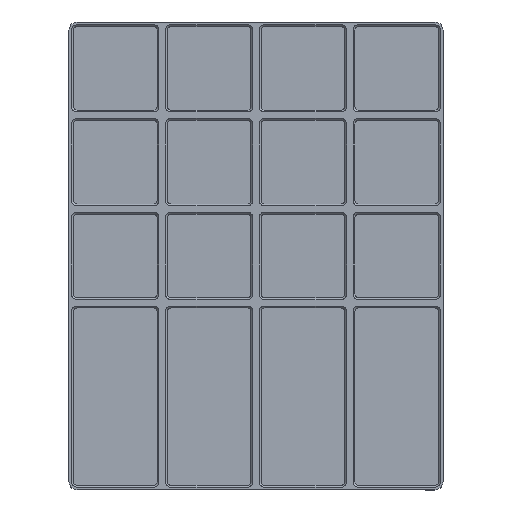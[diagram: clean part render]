
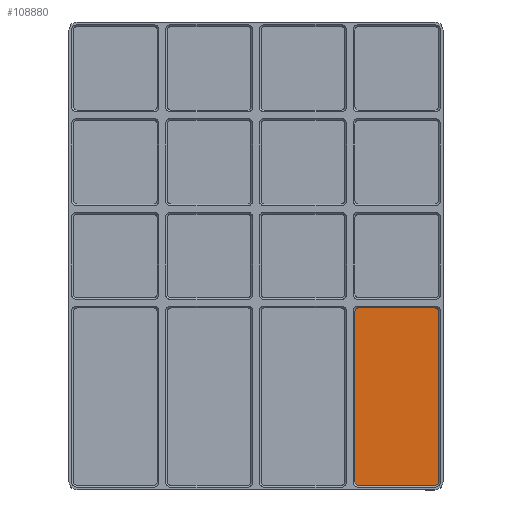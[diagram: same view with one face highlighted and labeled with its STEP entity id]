
A CAD part, top view. The second image highlights one B-rep face of the part: STEP entity #108880.
In plain terms, the highlighted planar face has unit normal (0, 0, 1).
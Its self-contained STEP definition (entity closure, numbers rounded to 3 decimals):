
#106230=CARTESIAN_POINT('',(291.75,164.15,7.));
#106240=VERTEX_POINT('',#106230);
#106270=CARTESIAN_POINT('',(290.15,164.15,7.));
#106280=DIRECTION('',(0.,0.,-1.));
#106290=DIRECTION('',(1.,0.,0.));
#106300=AXIS2_PLACEMENT_3D('',#106270,#106280,#106290);
#106310=CIRCLE('',#106300,1.6);
#106320=CARTESIAN_POINT('',(290.15,165.75,7.));
#106330=VERTEX_POINT('',#106320);
#106340=EDGE_CURVE('',#106330,#106240,#106310,.T.);
#107030=CARTESIAN_POINT('',(255.85,165.75,7.));
#107040=VERTEX_POINT('',#107030);
#107070=CARTESIAN_POINT('',(255.85,164.15,7.));
#107080=DIRECTION('',(0.,0.,-1.));
#107090=DIRECTION('',(1.,0.,0.));
#107100=AXIS2_PLACEMENT_3D('',#107070,#107080,#107090);
#107110=CIRCLE('',#107100,1.6);
#107120=CARTESIAN_POINT('',(254.25,164.15,7.));
#107130=VERTEX_POINT('',#107120);
#107140=EDGE_CURVE('',#107130,#107040,#107110,.T.);
#107450=CARTESIAN_POINT('',(254.25,87.85,7.));
#107460=VERTEX_POINT('',#107450);
#107490=CARTESIAN_POINT('',(255.85,87.85,7.));
#107500=DIRECTION('',(0.,0.,-1.));
#107510=DIRECTION('',(1.,0.,0.));
#107520=AXIS2_PLACEMENT_3D('',#107490,#107500,#107510);
#107530=CIRCLE('',#107520,1.6);
#107540=CARTESIAN_POINT('',(255.85,86.25,7.));
#107550=VERTEX_POINT('',#107540);
#107560=EDGE_CURVE('',#107550,#107460,#107530,.T.);
#107870=CARTESIAN_POINT('',(290.15,86.25,7.));
#107880=VERTEX_POINT('',#107870);
#107910=CARTESIAN_POINT('',(290.15,87.85,7.));
#107920=DIRECTION('',(0.,0.,-1.));
#107930=DIRECTION('',(1.,0.,0.));
#107940=AXIS2_PLACEMENT_3D('',#107910,#107920,#107930);
#107950=CIRCLE('',#107940,1.6);
#107960=CARTESIAN_POINT('',(291.75,87.85,7.));
#107970=VERTEX_POINT('',#107960);
#107980=EDGE_CURVE('',#107970,#107880,#107950,.T.);
#108240=CARTESIAN_POINT('',(257.,165.75,7.));
#108250=DIRECTION('',(1.,0.,0.));
#108260=VECTOR('',#108250,1.);
#108270=LINE('',#108240,#108260);
#108280=EDGE_CURVE('',#107040,#106330,#108270,.T.);
#108580=CARTESIAN_POINT('',(273.,147.,7.));
#108590=DIRECTION('',(0.,0.,1.));
#108600=DIRECTION('',(-1.,0.,0.));
#108610=AXIS2_PLACEMENT_3D('',#108580,#108590,#108600);
#108620=PLANE('',#108610);
#108630=ORIENTED_EDGE('',*,*,#107980,.F.);
#108640=CARTESIAN_POINT('',(289.,86.25,7.));
#108650=DIRECTION('',(-1.,0.,0.));
#108660=VECTOR('',#108650,1.);
#108670=LINE('',#108640,#108660);
#108680=EDGE_CURVE('',#107880,#107550,#108670,.T.);
#108690=ORIENTED_EDGE('',*,*,#108680,.F.);
#108700=ORIENTED_EDGE('',*,*,#107560,.F.);
#108710=CARTESIAN_POINT('',(254.25,131.,7.));
#108720=DIRECTION('',(0.,1.,0.));
#108730=VECTOR('',#108720,1.);
#108740=LINE('',#108710,#108730);
#108750=EDGE_CURVE('',#107460,#107130,#108740,.T.);
#108760=ORIENTED_EDGE('',*,*,#108750,.F.);
#108770=ORIENTED_EDGE('',*,*,#107140,.F.);
#108780=ORIENTED_EDGE('',*,*,#108280,.F.);
#108790=ORIENTED_EDGE('',*,*,#106340,.F.);
#108800=CARTESIAN_POINT('',(291.75,121.,7.));
#108810=DIRECTION('',(0.,-1.,0.));
#108820=VECTOR('',#108810,1.);
#108830=LINE('',#108800,#108820);
#108840=EDGE_CURVE('',#106240,#107970,#108830,.T.);
#108850=ORIENTED_EDGE('',*,*,#108840,.F.);
#108860=EDGE_LOOP('',(#108850,#108790,#108780,#108770,#108760,#108700,
#108690,#108630));
#108870=FACE_OUTER_BOUND('',#108860,.T.);
#108880=ADVANCED_FACE('',(#108870),#108620,.T.);
